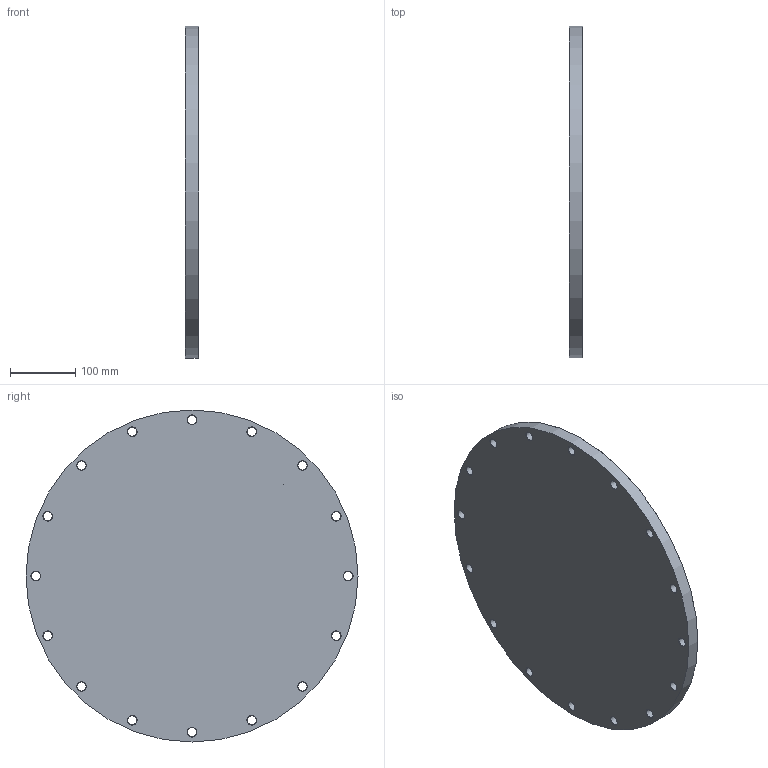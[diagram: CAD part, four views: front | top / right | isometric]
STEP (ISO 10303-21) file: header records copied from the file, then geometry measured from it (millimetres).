
FILE_DESCRIPTION(/* description */ (''),/* implementation_level */ '2;1');
FILE_NAME(/* name */ 'FL-A400LFB.stp',/* time_stamp */ '2022-02-07T14:29:11+00:00',/* author */ ('Paul'),/* organization */ (''),/* preprocessor_version */ 'ST-DEVELOPER v18.1',/* originating_system */ 'Autodesk Inventor 2022',/* authorisation */ '');
FILE_SCHEMA (('AUTOMOTIVE_DESIGN { 1 0 10303 214 3 1 1 }'));
Length unit declared in the file: millimetre
Products named in the file (1): FL-A400LFB
Bounding box: 20.07 x 510 x 510 mm (x, y, z)
Volume: 3988891.1 mm3; surface area: 467921.8 mm2
Topology: 1 solids, 1 shells, 56 faces, 140 edges, 88 vertices
Faces by surface type: cone 33, cylinder 19, plane 4
Full cylindrical faces by diameter (mm): 14 x16, 387.2 x1, 400 x1, 510 x1
Entity records: 1811 total; most frequent: DIRECTION 342, CARTESIAN_POINT 285, ORIENTED_EDGE 280, AXIS2_PLACEMENT_3D 145, EDGE_CURVE 140, EDGE_LOOP 90, CIRCLE 88, VERTEX_POINT 88
